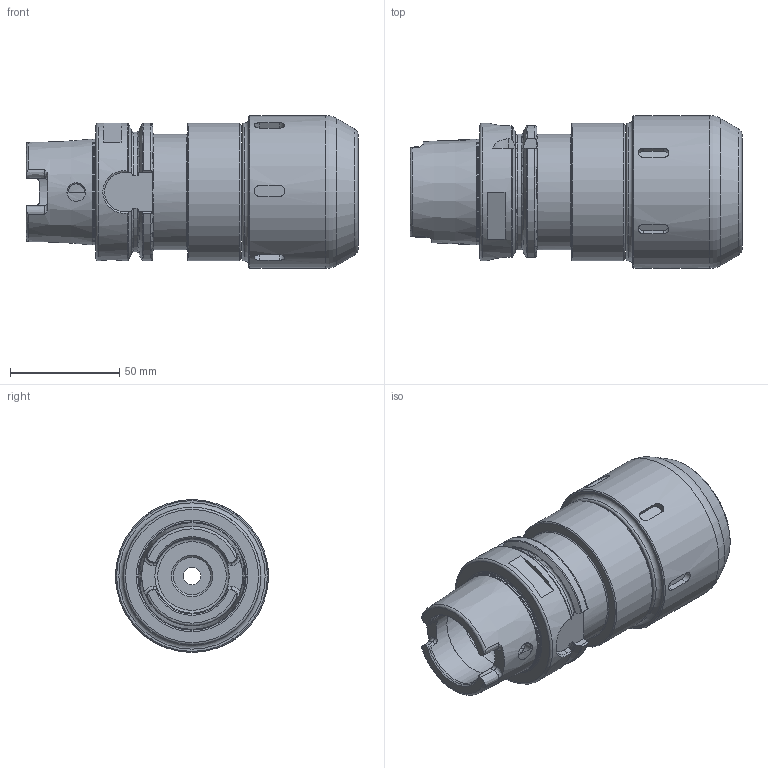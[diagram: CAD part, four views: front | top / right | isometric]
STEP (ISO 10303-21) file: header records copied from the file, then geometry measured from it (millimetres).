
FILE_DESCRIPTION(/* description */ (''),/* implementation_level */ '2;1');
FILE_NAME(/* name */ 'HSK063A-MC125-0472.stp',/* time_stamp */ '2019-07-10T12:10:46-05:00',/* author */ ('ldfli'),/* organization */ (''),/* preprocessor_version */ 'ST-DEVELOPER v18',/* originating_system */ 'Autodesk Inventor LT',/* authorisation */ '');
FILE_SCHEMA (('AUTOMOTIVE_DESIGN { 1 0 10303 214 3 1 1 }'));
Length unit declared in the file: millimetre
Products named in the file (1): HSK063A-MC125-0472
Bounding box: 152 x 70 x 70 mm (x, y, z)
Volume: 306634.6 mm3; surface area: 70363.4 mm2
Topology: 2 solids, 2 shells, 259 faces, 766 edges, 522 vertices
Faces by surface type: plane 89, cylinder 66, torus 55, cone 32, bspline 17
Full cylindrical faces by diameter (mm): 7.5 x2, 8 x1, 10 x1, 13.835 x1, 14 x1, 17 x1, 19 x1, 33 x1, 34 x2, 37 x1, 40 x1, 48.241 x1, 53 x1, 63 x2, 70 x1
Entity records: 11089 total; most frequent: CARTESIAN_POINT 4341, ORIENTED_EDGE 1528, DIRECTION 1318, EDGE_CURVE 764, AXIS2_PLACEMENT_3D 536, VERTEX_POINT 524, CIRCLE 294, EDGE_LOOP 280
